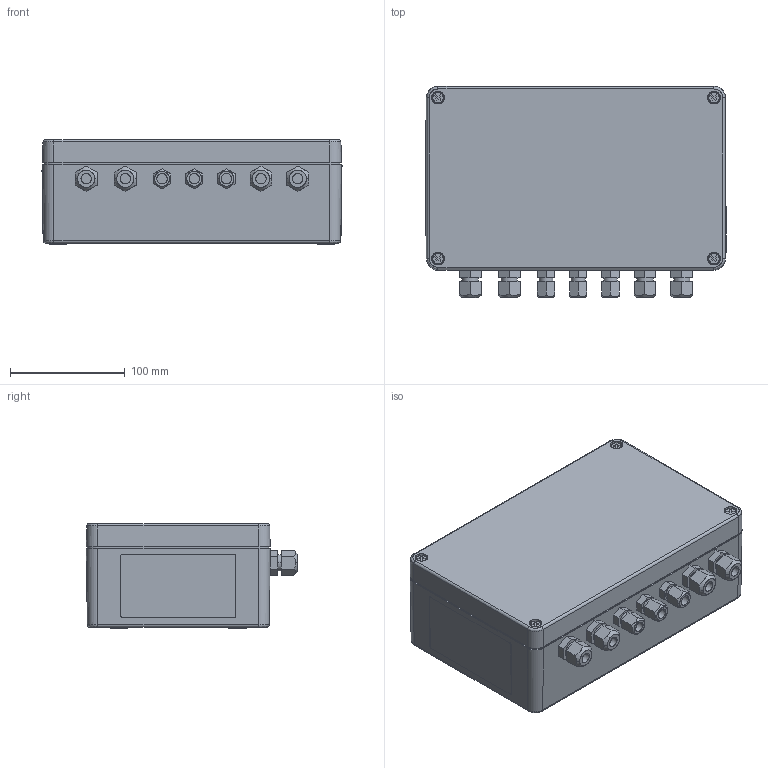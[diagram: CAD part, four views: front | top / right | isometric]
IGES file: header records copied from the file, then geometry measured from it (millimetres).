
Start section: SolidWorks IGES file using analytic representation for surfaces
Global section: file name: EMIS4_P8000008262.IGS; native system: SolidWorks 2014; preprocessor: SolidWorks 2014; author: LarsenR; date: 150218.125659; units: millimetre
Bounding box: 260.91 x 183.98 x 91 mm (x, y, z)
Surface area: 193989.5 mm2 (no closed solid volume)
Topology: 0 solids, 0 shells, 322 faces, 2912 edges, 2912 vertices
Faces by surface type: bspline 237, revolution 85
